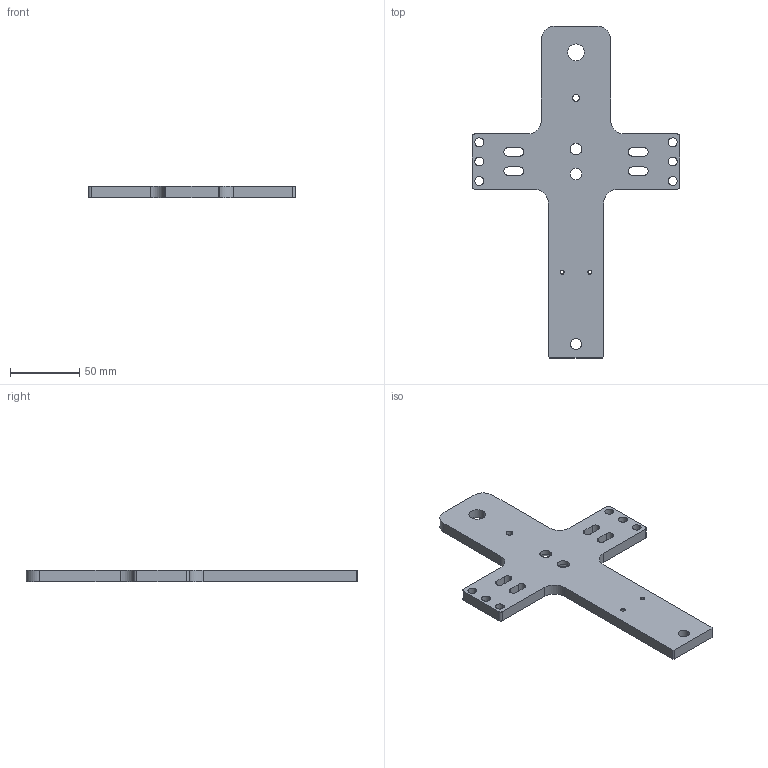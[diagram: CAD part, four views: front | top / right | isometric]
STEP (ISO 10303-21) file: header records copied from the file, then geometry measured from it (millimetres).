
FILE_DESCRIPTION (( 'STEP AP214' ), '1' );
FILE_NAME ('ALTI_USI_0001-D.STEP', '2020-12-01T17:34:34', ( '' ), ( '' ), 'SwSTEP 2.0', 'SolidWorks 2020', '' );
FILE_SCHEMA (( 'AUTOMOTIVE_DESIGN' ));
Length unit declared in the file: millimetre
Products named in the file (1): ALTI_USI_0001-D
Bounding box: 150 x 240 x 8 mm (x, y, z)
Volume: 111133.9 mm3; surface area: 37156.7 mm2
Topology: 1 solids, 1 shells, 86 faces, 240 edges, 156 vertices
Faces by surface type: cylinder 50, plane 24, cone 12
Entity records: 3006 total; most frequent: CARTESIAN_POINT 525, DIRECTION 524, ORIENTED_EDGE 480, EDGE_CURVE 240, AXIS2_PLACEMENT_3D 199, VERTEX_POINT 156, VECTOR 126, LINE 126
